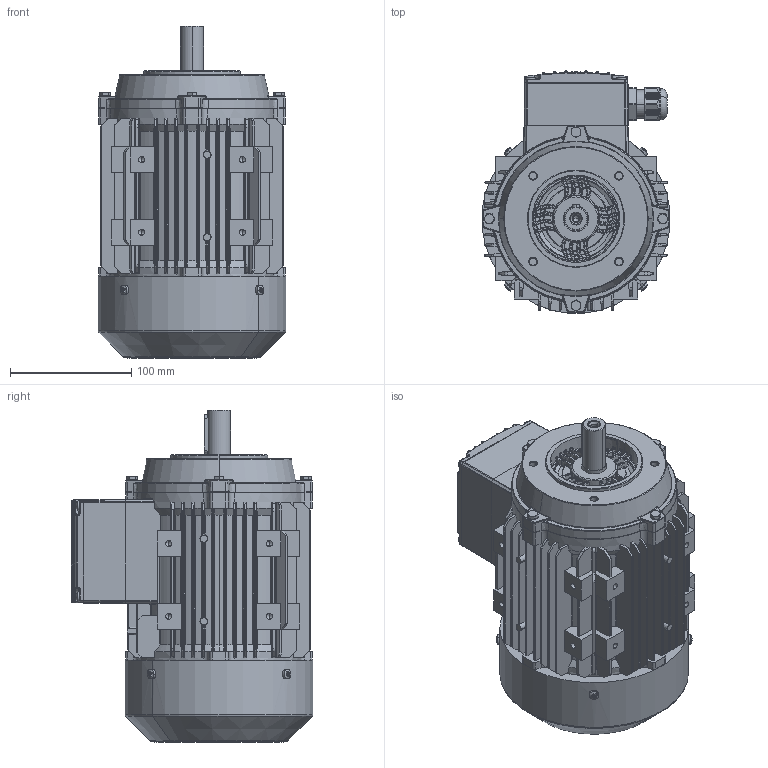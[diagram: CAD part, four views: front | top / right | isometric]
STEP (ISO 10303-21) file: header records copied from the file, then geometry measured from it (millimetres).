
FILE_DESCRIPTION (( 'STEP AP214' ), '1' );
FILE_NAME ('2EC080M2_FC_K1-A.STEP', '2020-06-16T14:06:45', ( '' ), ( '' ), 'SwSTEP 2.0', 'SolidWorks 2019', '' );
FILE_SCHEMA (( 'AUTOMOTIVE_DESIGN' ));
Length unit declared in the file: millimetre
Products named in the file (1): 2EC080M2_FC_K1-A
Bounding box: 154.81 x 199.33 x 273.5 mm (x, y, z)
Volume: 4042354.5 mm3; surface area: 283224.3 mm2
Topology: 1 solids, 2 shells, 4047 faces, 10148 edges, 6368 vertices
Faces by surface type: plane 1358, cylinder 1290, bspline 529, torus 381, cone 345, sphere 144
Entity records: 152377 total; most frequent: CARTESIAN_POINT 45709, ORIENTED_EDGE 20176, DIRECTION 18448, EDGE_CURVE 10088, AXIS2_PLACEMENT_3D 7374, VERTEX_POINT 6364, EDGE_LOOP 4374, ADVANCED_FACE 4047
